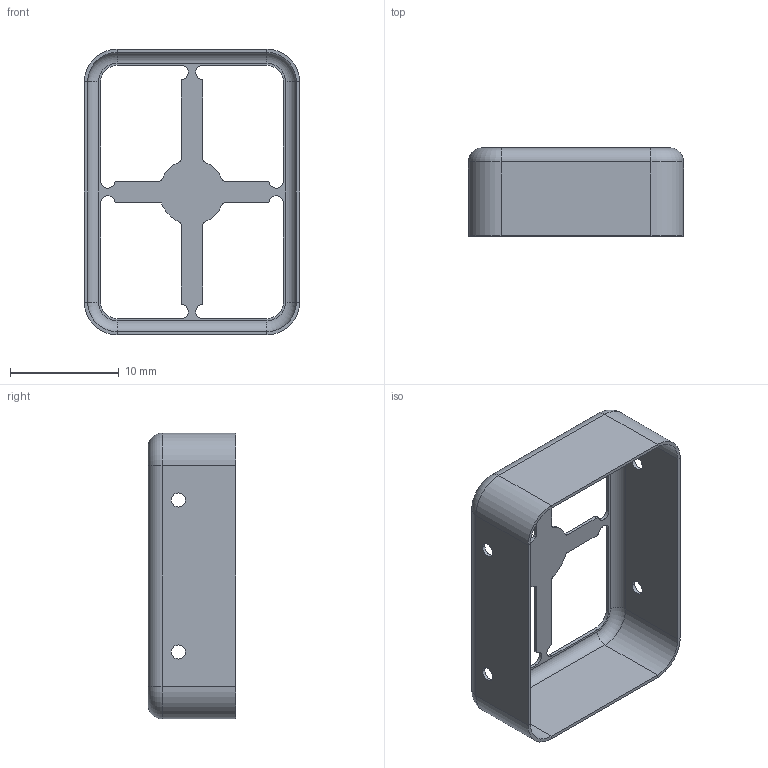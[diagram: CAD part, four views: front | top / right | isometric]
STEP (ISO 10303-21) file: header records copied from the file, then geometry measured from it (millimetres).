
FILE_DESCRIPTION (( 'STEP AP203' ), '1' );
FILE_NAME ('MS263-20F.step', '2020-11-05T11:45:35', ( '' ), ( '' ), 'SwSTEP 2.0', 'SolidWorks 2018', '' );
FILE_SCHEMA (( 'CONFIG_CONTROL_DESIGN' ));
Length unit declared in the file: millimetre
Products named in the file (1): MS263-20F
Bounding box: 19.8 x 8.1 x 26.3 mm (x, y, z)
Volume: 247.9 mm3; surface area: 1726.4 mm2
Topology: 1 solids, 1 shells, 99 faces, 259 edges, 162 vertices
Faces by surface type: cylinder 57, plane 34, torus 8
Entity records: 3168 total; most frequent: DIRECTION 581, CARTESIAN_POINT 521, ORIENTED_EDGE 518, EDGE_CURVE 259, AXIS2_PLACEMENT_3D 222, VERTEX_POINT 162, VECTOR 137, LINE 137
